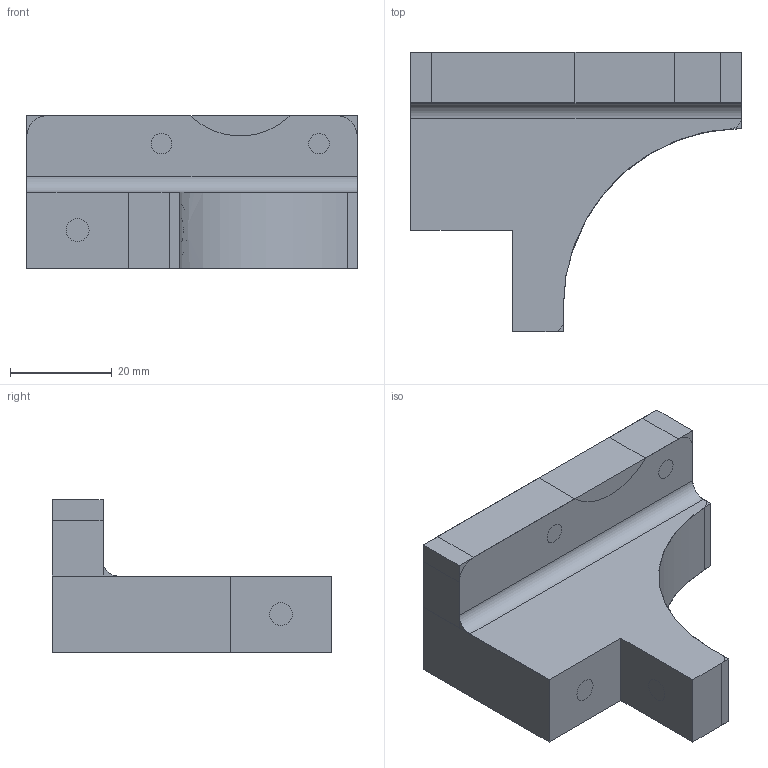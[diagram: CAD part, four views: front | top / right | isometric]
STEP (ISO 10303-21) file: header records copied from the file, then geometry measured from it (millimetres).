
FILE_DESCRIPTION(('FreeCAD Model'),'2;1');
FILE_NAME('Z-motorMount.step','2020-02-06T23:30:00',('Author'),(''), 'Open CASCADE STEP processor 7.3','FreeCAD','Unknown');
FILE_SCHEMA(('CONFIG_CONTROL_DESIGN','SHAPE_APPEARANCE_LAYER_MIM'));
Length unit declared in the file: millimetre
Products named in the file (17): Sketch005; Sketch006; Pad; Pocket; Pocket001; Pocket002; Pad001; Pocket003; Pocket004; Sketch003; Sketch004; Sketch002; Fillet; Fillet001; Fillet002; Sketch001; Sketch
Bounding box: 65 x 55 x 30 mm (x, y, z)
Surface area: 93999.1 mm2
Topology: 10 solids, 10 shells, 206 faces, 515 edges, 356 vertices
Faces by surface type: plane 140, cylinder 66
Full cylindrical faces by diameter (mm): 4.04 x10, 4.5 x17, 8 x8, 10 x7
Entity records: 14392 total; most frequent: CARTESIAN_POINT 3518, DIRECTION 1943, LINE 1204, VECTOR 1204, ORIENTED_EDGE 990, PCURVE 990, DEFINITIONAL_REPRESENTATION 990, EDGE_CURVE 495
